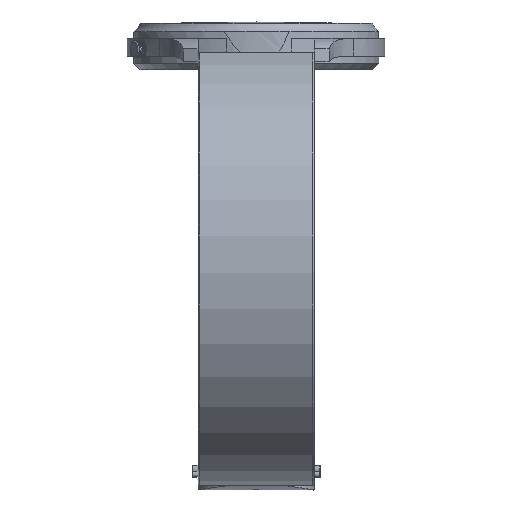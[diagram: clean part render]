
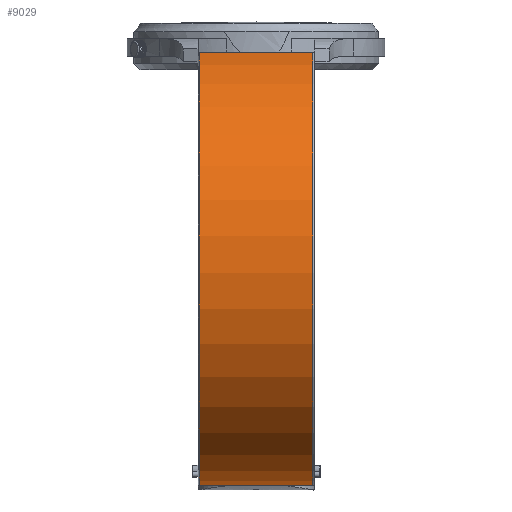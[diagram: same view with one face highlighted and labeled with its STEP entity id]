
A CAD part, top view. The second image highlights one B-rep face of the part: STEP entity #9029.
In plain terms, the highlighted cylindrical face has radius 38.009 mm (diameter 76.017 mm), a partial arc.
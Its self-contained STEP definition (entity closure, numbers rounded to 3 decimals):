
#8532 = VERTEX_POINT('',#8533);
#8533 = CARTESIAN_POINT('',(-12.549,-73.093,
    3.451));
#8540 = EDGE_CURVE('',#8541,#8532,#8543,.T.);
#8541 = VERTEX_POINT('',#8542);
#8542 = CARTESIAN_POINT('',(-12.299,-73.019,
    3.21));
#8543 = B_SPLINE_CURVE_WITH_KNOTS('',3,(#8544,#8545,#8546,#8547,#8548),
  .UNSPECIFIED.,.F.,.F.,(4,1,4),(-0.039,-0.02
    ,0.),.UNSPECIFIED.);
#8544 = CARTESIAN_POINT('',(-12.299,-73.019,
    3.21));
#8545 = CARTESIAN_POINT('',(-12.365,-73.019,
    3.21));
#8546 = CARTESIAN_POINT('',(-12.495,-73.035,
    3.262));
#8547 = CARTESIAN_POINT('',(-12.549,-73.074,
    3.388));
#8548 = CARTESIAN_POINT('',(-12.549,-73.093,
    3.451));
#8798 = EDGE_CURVE('',#8799,#8801,#8803,.T.);
#8799 = VERTEX_POINT('',#8800);
#8800 = CARTESIAN_POINT('',(6.986,-73.093,
    3.451));
#8801 = VERTEX_POINT('',#8802);
#8802 = CARTESIAN_POINT('',(6.736,-73.019,
    3.21));
#8803 = B_SPLINE_CURVE_WITH_KNOTS('',3,(#8804,#8805,#8806,#8807,#8808),
  .UNSPECIFIED.,.F.,.F.,(4,1,4),(0.,0.02,
    0.039),.UNSPECIFIED.);
#8804 = CARTESIAN_POINT('',(6.986,-73.093,
    3.451));
#8805 = CARTESIAN_POINT('',(6.986,-73.074,
    3.388));
#8806 = CARTESIAN_POINT('',(6.932,-73.035,
    3.262));
#8807 = CARTESIAN_POINT('',(6.801,-73.019,
    3.21));
#8808 = CARTESIAN_POINT('',(6.736,-73.019,
    3.21));
#8991 = EDGE_CURVE('',#8532,#8992,#8994,.T.);
#8992 = VERTEX_POINT('',#8993);
#8993 = CARTESIAN_POINT('',(-12.549,-0.161,
    24.881));
#8994 = CIRCLE('',#8995,38.009);
#8995 = AXIS2_PLACEMENT_3D('',#8996,#8997,#8998);
#8996 = CARTESIAN_POINT('',(-12.549,-36.717,
    14.473));
#8997 = DIRECTION('',(-1.,0.,0.));
#8998 = DIRECTION('',(0.,-0.288,0.958)
  );
#9029 = ADVANCED_FACE('',(#9030),#9056,.T.);
#9030 = FACE_BOUND('',#9031,.T.);
#9031 = EDGE_LOOP('',(#9032,#9033,#9039,#9040,#9049,#9055));
#9032 = ORIENTED_EDGE('',*,*,#8540,.F.);
#9033 = ORIENTED_EDGE('',*,*,#9034,.F.);
#9034 = EDGE_CURVE('',#8801,#8541,#9035,.T.);
#9035 = LINE('',#9036,#9037);
#9036 = CARTESIAN_POINT('',(-2.782,-73.019,
    3.21));
#9037 = VECTOR('',#9038,1.);
#9038 = DIRECTION('',(-1.,0.,0.));
#9039 = ORIENTED_EDGE('',*,*,#8798,.F.);
#9040 = ORIENTED_EDGE('',*,*,#9041,.F.);
#9041 = EDGE_CURVE('',#9042,#8799,#9044,.T.);
#9042 = VERTEX_POINT('',#9043);
#9043 = CARTESIAN_POINT('',(6.986,-0.161,
    24.881));
#9044 = CIRCLE('',#9045,38.009);
#9045 = AXIS2_PLACEMENT_3D('',#9046,#9047,#9048);
#9046 = CARTESIAN_POINT('',(6.986,-36.717,
    14.473));
#9047 = DIRECTION('',(1.,0.,0.));
#9048 = DIRECTION('',(0.,-0.288,0.958)
  );
#9049 = ORIENTED_EDGE('',*,*,#9050,.F.);
#9050 = EDGE_CURVE('',#8992,#9042,#9051,.T.);
#9051 = LINE('',#9052,#9053);
#9052 = CARTESIAN_POINT('',(-2.782,-0.161,
    24.881));
#9053 = VECTOR('',#9054,1.);
#9054 = DIRECTION('',(1.,0.,0.));
#9055 = ORIENTED_EDGE('',*,*,#8991,.F.);
#9056 = CYLINDRICAL_SURFACE('',#9057,38.009);
#9057 = AXIS2_PLACEMENT_3D('',#9058,#9059,#9060);
#9058 = CARTESIAN_POINT('',(-2.782,-36.717,
    14.473));
#9059 = DIRECTION('',(1.,0.,0.));
#9060 = DIRECTION('',(0.,0.953,0.303)
  );
